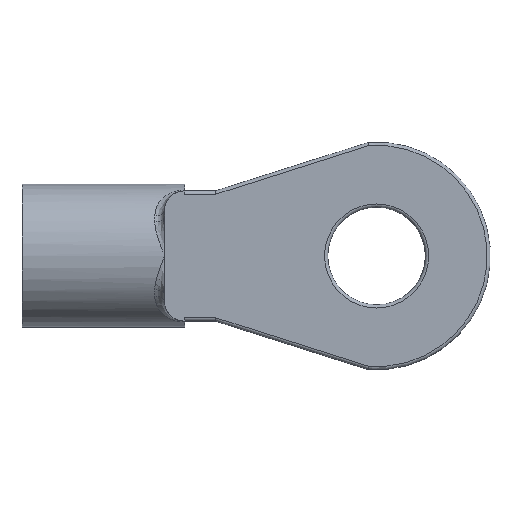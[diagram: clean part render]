
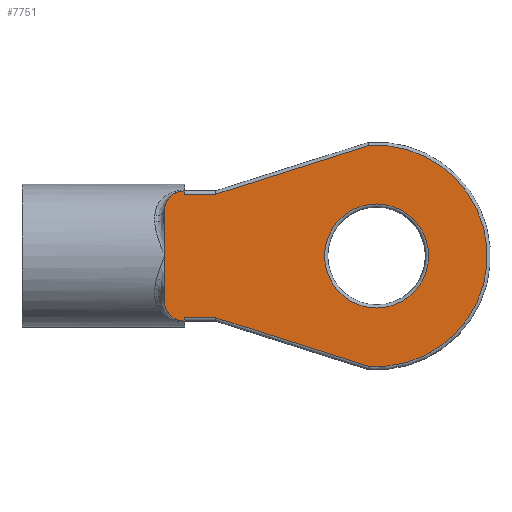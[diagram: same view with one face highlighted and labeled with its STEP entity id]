
A CAD part, top view. The second image highlights one B-rep face of the part: STEP entity #7751.
In plain terms, the highlighted planar face has unit normal (0, 0, 1).
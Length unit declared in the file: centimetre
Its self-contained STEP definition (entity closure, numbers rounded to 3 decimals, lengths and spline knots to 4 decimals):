
#150=CIRCLE('',#7927,0.0762);
#156=CIRCLE('',#7944,0.0762);
#163=CIRCLE('',#7968,0.4318);
#166=CIRCLE('',#7975,0.2032);
#1565=VERTEX_POINT('',#12932);
#1566=VERTEX_POINT('',#12934);
#1580=VERTEX_POINT('',#13108);
#1586=VERTEX_POINT('',#13392);
#1588=VERTEX_POINT('',#13527);
#1595=VERTEX_POINT('',#13826);
#1596=VERTEX_POINT('',#13828);
#1606=VERTEX_POINT('',#13931);
#1607=VERTEX_POINT('',#13932);
#1609=VERTEX_POINT('',#13939);
#1610=VERTEX_POINT('',#13942);
#1622=VERTEX_POINT('',#14134);
#1641=VERTEX_POINT('',#15373);
#1643=VERTEX_POINT('',#15390);
#1645=VERTEX_POINT('',#15396);
#1648=VERTEX_POINT('',#15420);
#2242=VECTOR('',#8732,1.);
#2254=VECTOR('',#8759,1.);
#2261=VECTOR('',#8807,1.);
#2265=VECTOR('',#8816,1.);
#2269=VECTOR('',#8834,1.);
#2279=VECTOR('',#8862,1.);
#2281=VECTOR('',#8868,1.);
#2283=VECTOR('',#8877,1.);
#2880=LINE('',#12933,#2242);
#2892=LINE('',#13391,#2254);
#2899=LINE('',#13937,#2261);
#2903=LINE('',#13946,#2265);
#2907=LINE('',#14133,#2269);
#2917=LINE('',#15372,#2279);
#2919=LINE('',#15391,#2281);
#2921=LINE('',#15411,#2283);
#3954=EDGE_CURVE('',#1566,#1565,#2880,.T.);
#3978=EDGE_CURVE('',#1586,#1580,#2892,.T.);
#3991=EDGE_CURVE('',#1588,#1586,#2892,.T.);
#3993=EDGE_CURVE('',#1596,#1595,#150,.T.);
#3995=EDGE_CURVE('',#1595,#1588,#2892,.T.);
#4012=EDGE_CURVE('',#1607,#1606,#2880,.T.);
#4015=EDGE_CURVE('',#1606,#1596,#2899,.T.);
#4017=EDGE_CURVE('',#1580,#1609,#2892,.T.);
#4019=EDGE_CURVE('',#1609,#1610,#156,.T.);
#4021=EDGE_CURVE('',#1610,#1566,#2903,.T.);
#4037=EDGE_CURVE('',#1607,#1622,#2907,.T.);
#4072=EDGE_CURVE('',#1622,#1641,#2917,.T.);
#4076=EDGE_CURVE('',#1643,#1565,#2919,.T.);
#4078=EDGE_CURVE('',#1641,#1645,#163,.T.);
#4081=EDGE_CURVE('',#1645,#1643,#2921,.T.);
#4084=EDGE_CURVE('',#1648,#1648,#166,.T.);
#6062=ORIENTED_EDGE('',*,*,#3954,.T.);
#6063=ORIENTED_EDGE('',*,*,#4076,.F.);
#6064=ORIENTED_EDGE('',*,*,#4081,.F.);
#6065=ORIENTED_EDGE('',*,*,#4078,.F.);
#6066=ORIENTED_EDGE('',*,*,#4072,.F.);
#6067=ORIENTED_EDGE('',*,*,#4037,.F.);
#6068=ORIENTED_EDGE('',*,*,#4012,.T.);
#6069=ORIENTED_EDGE('',*,*,#4015,.T.);
#6070=ORIENTED_EDGE('',*,*,#3993,.T.);
#6071=ORIENTED_EDGE('',*,*,#3995,.T.);
#6072=ORIENTED_EDGE('',*,*,#3991,.T.);
#6073=ORIENTED_EDGE('',*,*,#3978,.T.);
#6074=ORIENTED_EDGE('',*,*,#4017,.T.);
#6075=ORIENTED_EDGE('',*,*,#4019,.T.);
#6076=ORIENTED_EDGE('',*,*,#4021,.T.);
#6077=ORIENTED_EDGE('',*,*,#4084,.F.);
#6843=EDGE_LOOP('',(#6062,#6063,#6064,#6065,#6066,#6067,#6068,#6069,#6070,
#6071,#6072,#6073,#6074,#6075,#6076));
#6844=EDGE_LOOP('',(#6077));
#7302=FACE_BOUND('',#6843,.T.);
#7303=FACE_BOUND('',#6844,.T.);
#7751=ADVANCED_FACE('',(#7302,#7303),#15590,.T.);
#7927=AXIS2_PLACEMENT_3D('',#13827,#8773,#8774);
#7944=AXIS2_PLACEMENT_3D('',#13943,#8812,#8813);
#7968=AXIS2_PLACEMENT_3D('',#15395,#8872,#8873);
#7975=AXIS2_PLACEMENT_3D('',#15419,#8886,#8887);
#7976=AXIS2_PLACEMENT_3D('',#15421,#8888,$);
#8732=DIRECTION('',(0.,1.,0.));
#8759=DIRECTION('',(0.,-1.,0.));
#8773=DIRECTION('',(0.,0.,1.));
#8774=DIRECTION('',(0.076,0.,0.));
#8807=DIRECTION('',(-1.,0.,0.));
#8812=DIRECTION('',(0.,0.,1.));
#8813=DIRECTION('',(0.076,0.,0.));
#8816=DIRECTION('',(1.,0.,0.));
#8834=DIRECTION('',(1.,0.,0.));
#8862=DIRECTION('',(0.953,0.303,0.));
#8868=DIRECTION('',(-1.,0.,0.));
#8872=DIRECTION('',(0.,0.,-1.));
#8873=DIRECTION('',(0.432,0.,0.));
#8877=DIRECTION('',(-0.953,0.303,0.));
#8886=DIRECTION('',(0.,0.,1.));
#8887=DIRECTION('',(-0.203,0.,0.));
#8888=DIRECTION('',(0.,0.,1.));
#12932=CARTESIAN_POINT('',(-0.7493,-0.2413,0.1092));
#12933=CARTESIAN_POINT('',(-0.7493,-0.2543,0.1092));
#12934=CARTESIAN_POINT('',(-0.7493,-0.2543,0.1092));
#13108=CARTESIAN_POINT('',(-0.8278,-0.1504,0.1092));
#13391=CARTESIAN_POINT('',(-0.8278,0.1778,0.1092));
#13392=CARTESIAN_POINT('',(-0.8278,0.0004,0.1092));
#13527=CARTESIAN_POINT('',(-0.8278,0.1512,0.1092));
#13826=CARTESIAN_POINT('',(-0.8278,0.1778,0.1092));
#13827=CARTESIAN_POINT('',(-0.7516,0.1778,0.1092));
#13828=CARTESIAN_POINT('',(-0.7516,0.254,0.1092));
#13931=CARTESIAN_POINT('',(-0.7493,0.254,0.1092));
#13932=CARTESIAN_POINT('',(-0.7493,0.2413,0.1092));
#13937=CARTESIAN_POINT('',(-0.7493,0.254,0.1092));
#13939=CARTESIAN_POINT('',(-0.8278,-0.1781,0.1092));
#13942=CARTESIAN_POINT('',(-0.7516,-0.2543,0.1092));
#13943=CARTESIAN_POINT('',(-0.7516,-0.1781,0.1092));
#13946=CARTESIAN_POINT('',(-0.7516,-0.2543,0.1092));
#14133=CARTESIAN_POINT('',(-0.4222,0.2413,0.1092));
#14134=CARTESIAN_POINT('',(-0.6272,0.2413,0.1092));
#15372=CARTESIAN_POINT('',(-0.332,0.335,0.1092));
#15373=CARTESIAN_POINT('',(-0.0303,0.4307,0.1092));
#15390=CARTESIAN_POINT('',(-0.6274,-0.2413,0.1092));
#15391=CARTESIAN_POINT('',(-0.4222,-0.2413,0.1092));
#15395=CARTESIAN_POINT('',(0.,0.,0.1092));
#15396=CARTESIAN_POINT('',(-0.0305,-0.4307,0.1092));
#15411=CARTESIAN_POINT('',(-0.3321,-0.335,0.1092));
#15419=CARTESIAN_POINT('',(0.,0.,0.1092));
#15420=CARTESIAN_POINT('',(0.2032,0.,0.1092));
#15421=CARTESIAN_POINT('',(-0.1651,0.,0.1092));
#15590=PLANE('',#7976);
